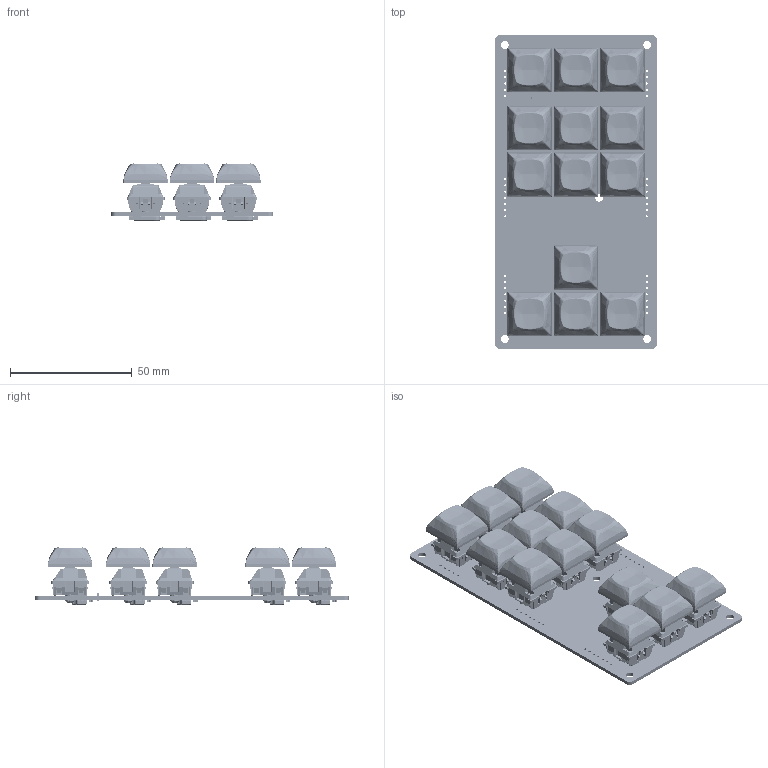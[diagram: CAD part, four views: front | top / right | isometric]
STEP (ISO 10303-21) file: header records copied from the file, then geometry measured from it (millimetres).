
FILE_DESCRIPTION(('KiCad electronic assembly'),'2;1');
FILE_NAME('PhaseShift.step','2025-07-06T19:41:00',('Pcbnew'),('Kicad'), 'Open CASCADE STEP processor 7.8','KiCad to STEP converter','Unknown' );
FILE_SCHEMA(('AUTOMOTIVE_DESIGN { 1 0 10303 214 1 1 1 1 }'));
Length unit declared in the file: millimetre
Products named in the file (32): PhaseShift 1; mx; mx_body; contact; contact_a; contact_a1; contact_a2; contact_b; contact001; contact_a001; contact_a003; contact_a004; contact_b001; Cherry-MX-silent_alpaca; bottom; pin1; pin2; shrunken_spring; stem; stem_body; cushion; stem_cushion_l; stem_cushion_r; top; DSA_1u; MX Mount v1; SOLID; LED_0603_1608Metric; D_1206_3216Metric; SK6812MINI-E; R_0603_1608Metric; PhaseShift_PCB
Assembly tree (91 placements, depth 5):
  PhaseShift 1
    mx  x13
      mx_body
      contact
        contact_a
          contact_a1
          contact_a2
        contact_b
      contact001
        contact_a001
          contact_a003
          contact_a004
        contact_b001
    Cherry-MX-silent_alpaca  x13
      bottom
      pin1
      pin2
      shrunken_spring
      stem
        stem_body
        cushion
          stem_cushion_l
          stem_cushion_r
      top
    DSA_1u  x13
      MX Mount v1
      SOLID
    LED_0603_1608Metric
    D_1206_3216Metric  x13
    SK6812MINI-E  x13
    R_0603_1608Metric
    PhaseShift_PCB
Bounding box: 66.35 x 128.59 x 23.41 mm (x, y, z)
Volume: 45396.2 mm3; surface area: 86052.8 mm2
Topology: 237 solids, 237 shells, 16912 faces, 45893 edges, 29664 vertices
Faces by surface type: plane 12546, cylinder 3261, bspline 572, torus 234, cone 221, sphere 65, extrusion 13
Full cylindrical faces by diameter (mm): 0.4 x26, 0.5 x52, 0.9 x38, 1 x26, 1.3 x13, 1.75 x26, 1.9 x13, 2 x13, 2.9 x26, 3 x26, 3.2 x5, 3.8 x13, 3.988 x13, 5.6 x26
Entity records: 56699 total; most frequent: CARTESIAN_POINT 15257, ORIENTED_EDGE 8354, DIRECTION 7981, EDGE_CURVE 4177, VECTOR 3253, LINE 3252, VERTEX_POINT 2712, AXIS2_PLACEMENT_3D 2364
